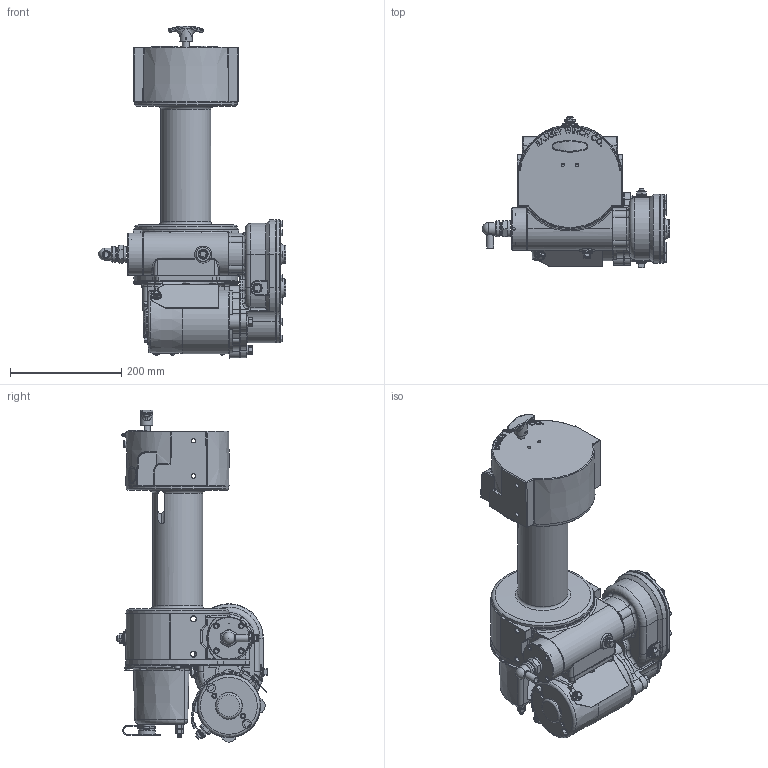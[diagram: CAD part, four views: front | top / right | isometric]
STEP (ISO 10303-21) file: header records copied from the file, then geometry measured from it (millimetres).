
FILE_DESCRIPTION(/* description */ ('STEP AP214'),/* implementation_level */ '2;1');
FILE_NAME(/* name */ '640-864_Ramsey_RE50-7_12V.stp',/* time_stamp */ '2018-01-17T16:44:25+01:00',/* author */ ('lang1ph'),/* organization */ ('Microsoft'),/* preprocessor_version */ 'ST-DEVELOPER v17',/* originating_system */ 'Autodesk Inventor 2018',/* authorisation */ '');
FILE_SCHEMA (('AUTOMOTIVE_DESIGN { 1 0 10303 214 3 1 1 }'));
Length unit declared in the file: millimetre
Products named in the file (1): 640-864_Ramsey_RE50-7_12V
Bounding box: 336.61 x 272.58 x 596.37 mm (x, y, z)
Surface area: 690469.5 mm2 (no closed solid volume)
Topology: 0 solids, 130 shells, 1589 faces, 5800 edges, 4181 vertices
Faces by surface type: plane 747, cylinder 366, cone 194, bspline 144, torus 122, sphere 16
Full cylindrical faces by diameter (mm): 1.524 x1, 2.286 x1, 4.763 x1, 5.156 x1, 5.334 x1, 6.096 x2, 6.104 x17, 7.747 x1, 7.937 x26, 7.95 x1, 8.128 x2, 8.379 x3, 9.271 x2, 9.525 x6, 10.312 x4, 10.617 x1, 11.074 x2, 11.112 x7, 12.509 x1, 12.7 x6, 15.494 x1, 15.875 x2, 17.066 x4, 17.475 x1, 19.05 x1, 22.225 x1, 22.352 x1, 22.487 x1, 24.323 x1, 25.4 x2
Entity records: 91657 total; most frequent: CARTESIAN_POINT 41780, DIRECTION 10020, ORIENTED_EDGE 8968, EDGE_CURVE 5786, VERTEX_POINT 4181, AXIS2_PLACEMENT_3D 3662, LINE 2696, VECTOR 2696
